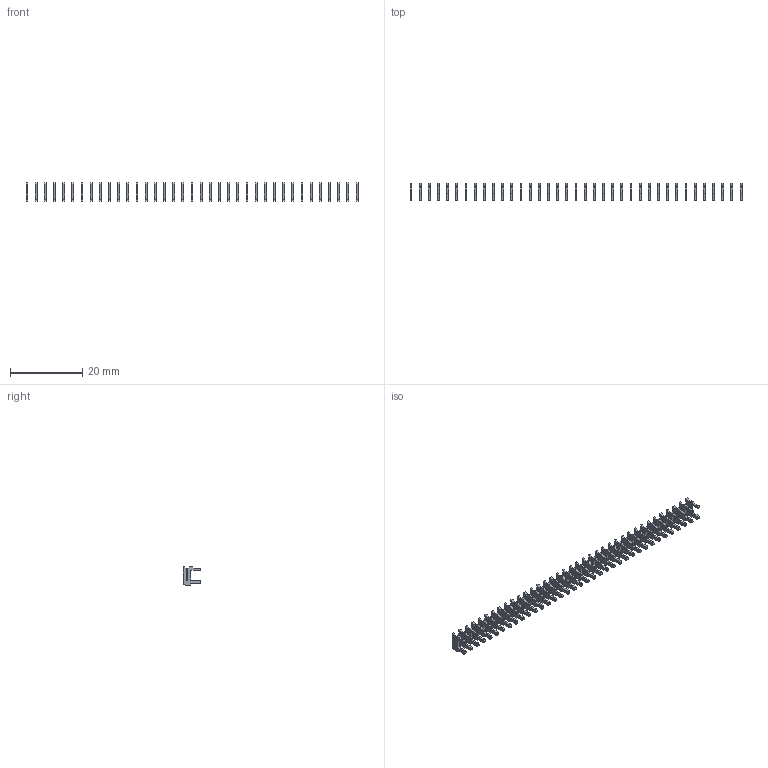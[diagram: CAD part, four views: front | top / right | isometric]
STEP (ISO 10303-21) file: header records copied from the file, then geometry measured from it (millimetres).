
FILE_DESCRIPTION (( 'STEP AP203' ), '1' );
FILE_NAME ('105-037-208-100.STEP', '2020-04-07T23:48:17', ( '' ), ( '' ), 'SwSTEP 2.0', 'SolidWorks 2016', '' );
FILE_SCHEMA (( 'CONFIG_CONTROL_DESIGN' ));
Length unit declared in the file: inch
Products named in the file (2): 100-290-001_100-290-208; 105-037-208-100
Assembly tree (37 placements, depth 2):
  105-037-208-100
    100-290-001_100-290-208  x37
Bounding box: 91.95 x 4.83 x 5.17 mm (x, y, z)
Volume: 254.6 mm3; surface area: 1572.4 mm2
Topology: 37 solids, 37 shells, 925 faces, 2553 edges, 1702 vertices
Faces by surface type: plane 814, cylinder 111
Entity records: 2141 total; most frequent: DIRECTION 205, CARTESIAN_POINT 180, ORIENTED_EDGE 138, DATE_AND_TIME 84, COORDINATED_UNIVERSAL_TIME_OFFSET 84, CALENDAR_DATE 84, LOCAL_TIME 84, AXIS2_PLACEMENT_3D 71
